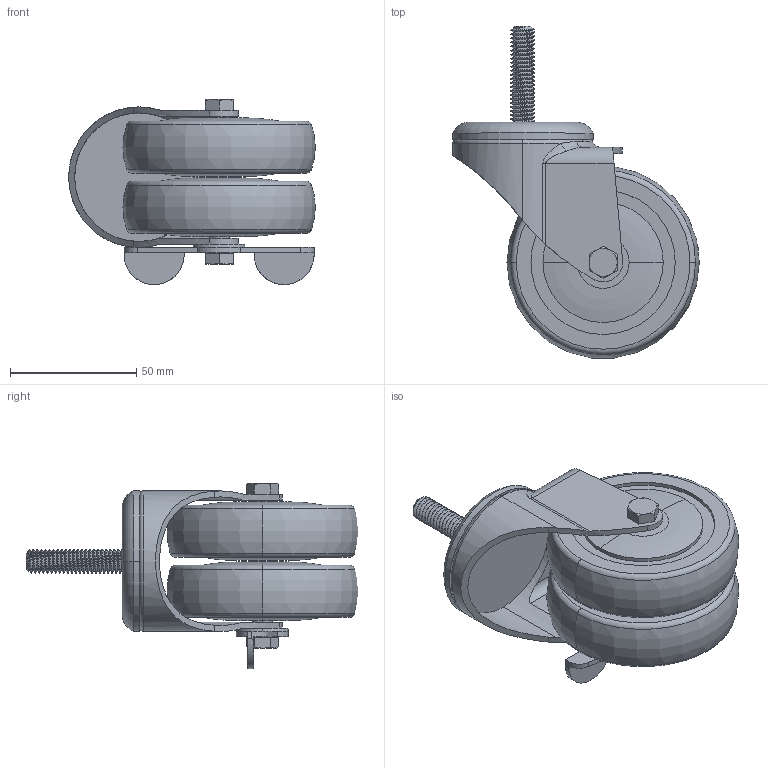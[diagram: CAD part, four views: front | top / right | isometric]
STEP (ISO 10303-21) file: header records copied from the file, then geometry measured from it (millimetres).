
FILE_DESCRIPTION (( 'STEP AP203' ), '1' );
FILE_NAME ('47065T919_T-Slotted Framing.STEP', '2021-07-08T12:14:43', ( 'Administrator' ), ( 'Managed by Terraform' ), 'SwSTEP 2.0', 'SolidWorks 2017', '' );
FILE_SCHEMA (( 'CONFIG_CONTROL_DESIGN' ));
Length unit declared in the file: inch
Products named in the file (1): 47065T919_T-Slotted Framing
Bounding box: 97.68 x 131.48 x 73.38 mm (x, y, z)
Volume: 222976.1 mm3; surface area: 51313.4 mm2
Topology: 3 solids, 3 shells, 199 faces, 487 edges, 307 vertices
Faces by surface type: cylinder 94, plane 54, torus 27, cone 16, bspline 8
Entity records: 10892 total; most frequent: CARTESIAN_POINT 6445, ORIENTED_EDGE 974, DIRECTION 875, EDGE_CURVE 487, AXIS2_PLACEMENT_3D 356, VERTEX_POINT 307, EDGE_LOOP 214, ADVANCED_FACE 199
